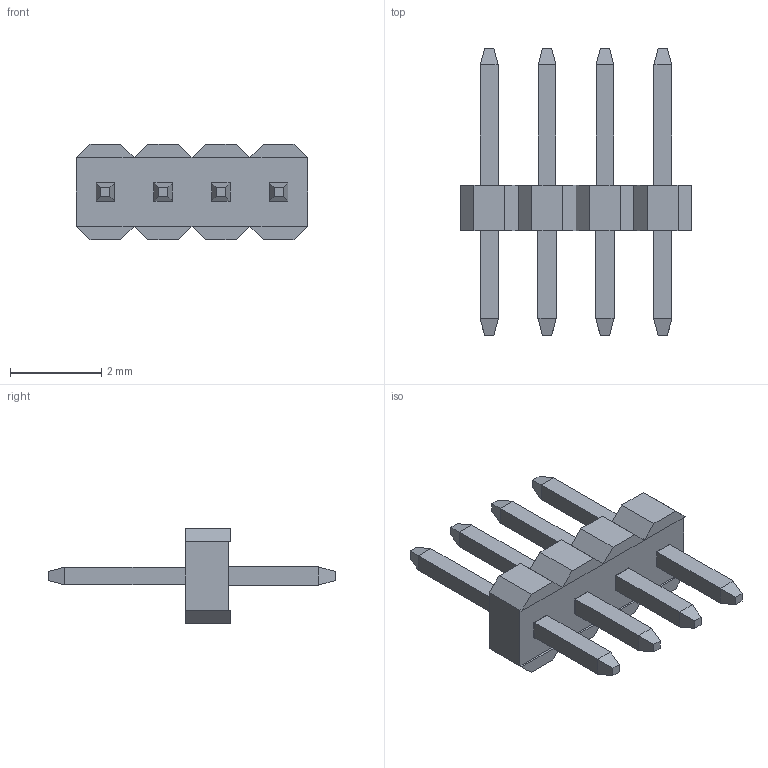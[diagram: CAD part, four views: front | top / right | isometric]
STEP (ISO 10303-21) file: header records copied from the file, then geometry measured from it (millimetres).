
FILE_DESCRIPTION((''),'2;1');
FILE_NAME('M50-3530442_ASM','2020-10-08T09:01:35',('mrudkin'),(''),'CREO PARAMETRIC BY PTC INC, 2020154','CREO PARAMETRIC BY PTC INC, 2020154','');
FILE_SCHEMA(('CONFIG_CONTROL_DESIGN','SHAPE_APPEARANCE_LAYERS_GROUPS'));
Length unit declared in the file: millimetre
Products named in the file (3): M50-35304_MOULD; M50-353_CONTACT; M50-3530442_ASM
Assembly tree (5 placements, depth 2):
  M50-3530442_ASM
    M50-35304_MOULD
    M50-353_CONTACT  x4
Bounding box: 5.08 x 6.3 x 2.1 mm (x, y, z)
Volume: 12.7 mm3; surface area: 79.2 mm2
Topology: 5 solids, 5 shells, 136 faces, 318 edges, 196 vertices
Faces by surface type: plane 136
Entity records: 3262 total; most frequent: CARTESIAN_POINT 409, ORIENTED_EDGE 396, DIRECTION 372, PRESENTATION_STYLE_ASSIGNMENT 219, STYLED_ITEM 200, VECTOR 198, LINE 198, CURVE_STYLE 198
